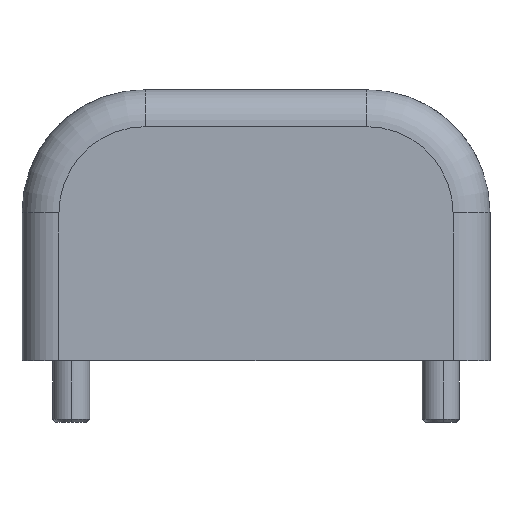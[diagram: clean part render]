
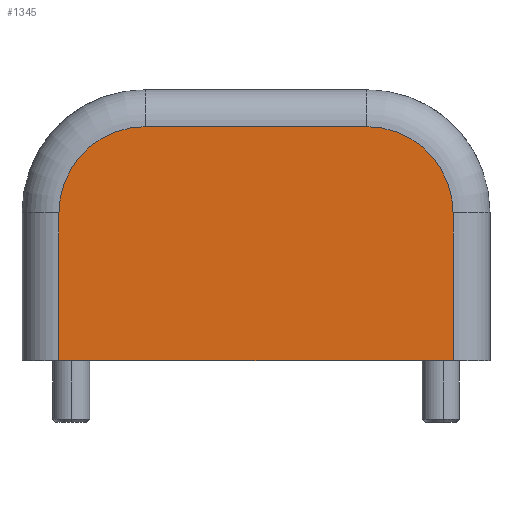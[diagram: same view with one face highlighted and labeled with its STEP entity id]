
A CAD part, front view. The second image highlights one B-rep face of the part: STEP entity #1345.
In plain terms, the highlighted planar face has unit normal (0, -1, 0).
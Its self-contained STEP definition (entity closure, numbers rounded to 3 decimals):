
#8 = AXIS2_PLACEMENT_3D ( 'NONE', #1747, #613, #268 ) ;
#23 = CARTESIAN_POINT ( 'NONE',  ( 16., -9.05, 22. ) ) ;
#75 = EDGE_CURVE ( 'NONE', #1358, #454, #1628, .T. ) ;
#85 = CARTESIAN_POINT ( 'NONE',  ( -19., -9.05, 0. ) ) ;
#99 = VERTEX_POINT ( 'NONE', #865 ) ;
#132 = EDGE_CURVE ( 'NONE', #1120, #1358, #1033, .T. ) ;
#151 = DIRECTION ( 'NONE',  ( 0., 0., 1. ) ) ;
#219 = LINE ( 'NONE', #85, #1432 ) ;
#263 = AXIS2_PLACEMENT_3D ( 'NONE', #1227, #301, #151 ) ;
#268 = DIRECTION ( 'NONE',  ( 0., 0., 1. ) ) ;
#286 = VECTOR ( 'NONE', #860, 1000. ) ;
#301 = DIRECTION ( 'NONE',  ( 0., -1., 0. ) ) ;
#302 = EDGE_CURVE ( 'NONE', #99, #1120, #524, .T. ) ;
#310 = ORIENTED_EDGE ( 'NONE', *, *, #302, .T. ) ;
#357 = DIRECTION ( 'NONE',  ( 0., -1., 0. ) ) ;
#368 = CARTESIAN_POINT ( 'NONE',  ( 9., -9.05, 12. ) ) ;
#454 = VERTEX_POINT ( 'NONE', #1446 ) ;
#500 = PLANE ( 'NONE',  #8 ) ;
#524 = LINE ( 'NONE', #1162, #970 ) ;
#602 = VECTOR ( 'NONE', #1591, 1000. ) ;
#613 = DIRECTION ( 'NONE',  ( 0., 1., 0. ) ) ;
#853 = DIRECTION ( 'NONE',  ( -1., 0., 0. ) ) ;
#860 = DIRECTION ( 'NONE',  ( 0., 0., 1. ) ) ;
#865 = CARTESIAN_POINT ( 'NONE',  ( 9., -9.05, 19. ) ) ;
#970 = VECTOR ( 'NONE', #853, 1000. ) ;
#1000 = LINE ( 'NONE', #23, #286 ) ;
#1033 = CIRCLE ( 'NONE', #263, 7. ) ;
#1084 = EDGE_CURVE ( 'NONE', #1500, #99, #2031, .T. ) ;
#1120 = VERTEX_POINT ( 'NONE', #1632 ) ;
#1146 = AXIS2_PLACEMENT_3D ( 'NONE', #368, #357, #1430 ) ;
#1152 = ORIENTED_EDGE ( 'NONE', *, *, #1158, .T. ) ;
#1158 = EDGE_CURVE ( 'NONE', #454, #1300, #219, .T. ) ;
#1162 = CARTESIAN_POINT ( 'NONE',  ( -19., -9.05, 19. ) ) ;
#1191 = DIRECTION ( 'NONE',  ( 1., 0., 0. ) ) ;
#1227 = CARTESIAN_POINT ( 'NONE',  ( -9., -9.05, 12. ) ) ;
#1287 = CARTESIAN_POINT ( 'NONE',  ( -16., -9.05, 12. ) ) ;
#1300 = VERTEX_POINT ( 'NONE', #1651 ) ;
#1302 = ORIENTED_EDGE ( 'NONE', *, *, #1788, .T. ) ;
#1332 = CARTESIAN_POINT ( 'NONE',  ( 16., -9.05, 12. ) ) ;
#1345 = ADVANCED_FACE ( 'NONE', ( #1390 ), #500, .F. ) ;
#1358 = VERTEX_POINT ( 'NONE', #1287 ) ;
#1390 = FACE_OUTER_BOUND ( 'NONE', #1737, .T. ) ;
#1429 = CARTESIAN_POINT ( 'NONE',  ( -16., -9.05, 22. ) ) ;
#1430 = DIRECTION ( 'NONE',  ( 0., 0., 1. ) ) ;
#1432 = VECTOR ( 'NONE', #1191, 1000. ) ;
#1446 = CARTESIAN_POINT ( 'NONE',  ( -16., -9.05, 0. ) ) ;
#1500 = VERTEX_POINT ( 'NONE', #1332 ) ;
#1591 = DIRECTION ( 'NONE',  ( 0., 0., -1. ) ) ;
#1628 = LINE ( 'NONE', #1429, #602 ) ;
#1632 = CARTESIAN_POINT ( 'NONE',  ( -9., -9.05, 19. ) ) ;
#1651 = CARTESIAN_POINT ( 'NONE',  ( 16., -9.05, 0. ) ) ;
#1658 = ORIENTED_EDGE ( 'NONE', *, *, #1084, .T. ) ;
#1737 = EDGE_LOOP ( 'NONE', ( #1152, #1302, #1658, #310, #1969, #1883 ) ) ;
#1747 = CARTESIAN_POINT ( 'NONE',  ( -19., -9.05, 22. ) ) ;
#1788 = EDGE_CURVE ( 'NONE', #1300, #1500, #1000, .T. ) ;
#1883 = ORIENTED_EDGE ( 'NONE', *, *, #75, .T. ) ;
#1969 = ORIENTED_EDGE ( 'NONE', *, *, #132, .T. ) ;
#2031 = CIRCLE ( 'NONE', #1146, 7. ) ;
